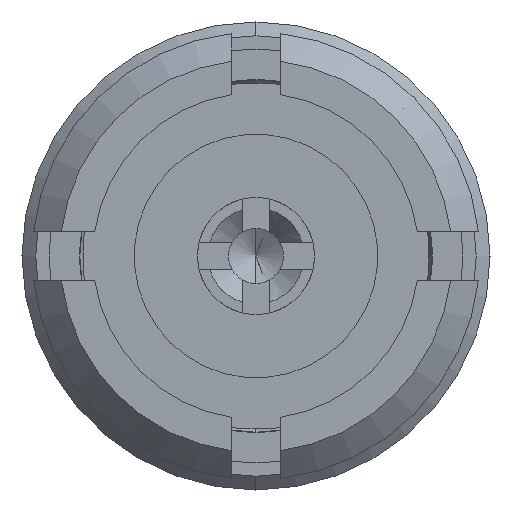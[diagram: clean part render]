
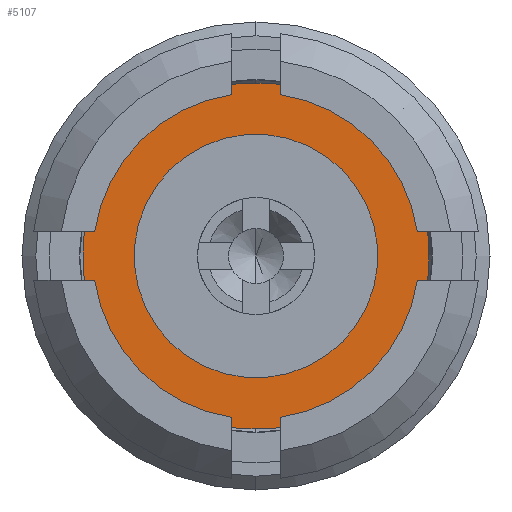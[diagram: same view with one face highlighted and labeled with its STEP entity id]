
A CAD part, left-side view. The second image highlights one B-rep face of the part: STEP entity #5107.
In plain terms, the highlighted face is planar.
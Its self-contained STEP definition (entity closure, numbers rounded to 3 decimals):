
#50 = AXIS2_PLACEMENT_3D ( 'NONE', #4643, #3179, #6181 ) ;
#259 = DIRECTION ( 'NONE',  ( 0.996, 0.087, 0. ) ) ;
#382 = CARTESIAN_POINT ( 'NONE',  ( -1.255, -0.11, 5.275 ) ) ;
#393 = DIRECTION ( 'NONE',  ( 0., 0., 1. ) ) ;
#444 = DIRECTION ( 'NONE',  ( 0., 0., 1. ) ) ;
#538 = AXIS2_PLACEMENT_3D ( 'NONE', #1795, #4827, #259 ) ;
#546 = EDGE_LOOP ( 'NONE', ( #3255, #3180 ) ) ;
#581 = CARTESIAN_POINT ( 'NONE',  ( 0.882, 0.077, 5.275 ) ) ;
#867 = CIRCLE ( 'NONE', #5790, 1.26 ) ;
#947 = VERTEX_POINT ( 'NONE', #382 ) ;
#1310 = CIRCLE ( 'NONE', #50, 0.885 ) ;
#1333 = ORIENTED_EDGE ( 'NONE', *, *, #2463, .T. ) ;
#1795 = CARTESIAN_POINT ( 'NONE',  ( 0., 0., 5.275 ) ) ;
#2463 = EDGE_CURVE ( 'NONE', #947, #5435, #5533, .T. ) ;
#2484 = CARTESIAN_POINT ( 'NONE',  ( 1.255, 0.11, 5.275 ) ) ;
#2575 = CARTESIAN_POINT ( 'NONE',  ( -0.11, 1.255, 5.275 ) ) ;
#2601 = ORIENTED_EDGE ( 'NONE', *, *, #5977, .T. ) ;
#2791 = VERTEX_POINT ( 'NONE', #581 ) ;
#3179 = DIRECTION ( 'NONE',  ( 0., 0., 1. ) ) ;
#3180 = ORIENTED_EDGE ( 'NONE', *, *, #5919, .F. ) ;
#3255 = ORIENTED_EDGE ( 'NONE', *, *, #5716, .F. ) ;
#3754 = AXIS2_PLACEMENT_3D ( 'NONE', #2575, #5600, #4082 ) ;
#4082 = DIRECTION ( 'NONE',  ( -0.996, -0.087, 0. ) ) ;
#4463 = CARTESIAN_POINT ( 'NONE',  ( 0., 0., 5.275 ) ) ;
#4571 = AXIS2_PLACEMENT_3D ( 'NONE', #5139, #444, #5568 ) ;
#4643 = CARTESIAN_POINT ( 'NONE',  ( 0., 0., 5.275 ) ) ;
#4793 = FACE_OUTER_BOUND ( 'NONE', #6311, .T. ) ;
#4827 = DIRECTION ( 'NONE',  ( 0., 0., 1. ) ) ;
#4940 = DIRECTION ( 'NONE',  ( 0.996, 0.087, 0. ) ) ;
#5107 = ADVANCED_FACE ( 'NONE', ( #5751, #4793 ), #5576, .F. ) ;
#5139 = CARTESIAN_POINT ( 'NONE',  ( 0., 0., 5.275 ) ) ;
#5435 = VERTEX_POINT ( 'NONE', #2484 ) ;
#5533 = CIRCLE ( 'NONE', #4571, 1.26 ) ;
#5568 = DIRECTION ( 'NONE',  ( 0.996, 0.087, 0. ) ) ;
#5576 = PLANE ( 'NONE',  #3754 ) ;
#5600 = DIRECTION ( 'NONE',  ( 0., 0., -1. ) ) ;
#5716 = EDGE_CURVE ( 'NONE', #2791, #5865, #1310, .T. ) ;
#5751 = FACE_BOUND ( 'NONE', #546, .T. ) ;
#5790 = AXIS2_PLACEMENT_3D ( 'NONE', #4463, #393, #4940 ) ;
#5849 = CARTESIAN_POINT ( 'NONE',  ( -0.882, -0.077, 5.275 ) ) ;
#5865 = VERTEX_POINT ( 'NONE', #5849 ) ;
#5919 = EDGE_CURVE ( 'NONE', #5865, #2791, #6349, .T. ) ;
#5977 = EDGE_CURVE ( 'NONE', #5435, #947, #867, .T. ) ;
#6181 = DIRECTION ( 'NONE',  ( 0.996, 0.087, 0. ) ) ;
#6311 = EDGE_LOOP ( 'NONE', ( #2601, #1333 ) ) ;
#6349 = CIRCLE ( 'NONE', #538, 0.885 ) ;
